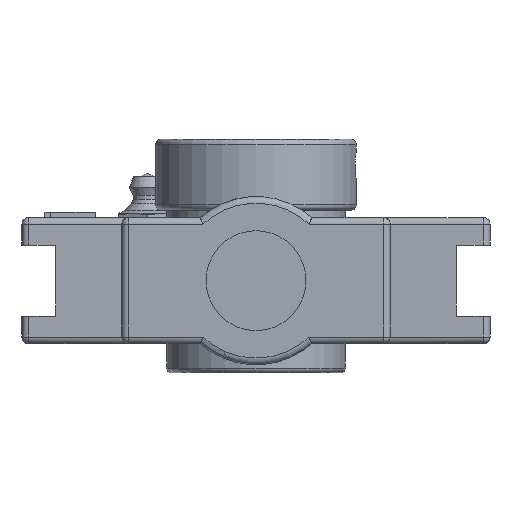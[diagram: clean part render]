
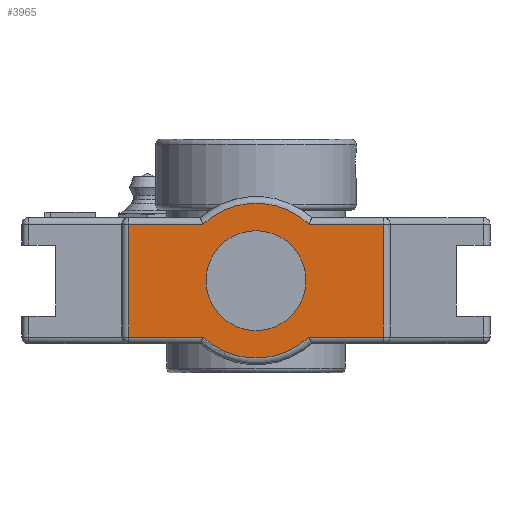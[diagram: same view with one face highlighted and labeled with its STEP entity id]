
A CAD part, front view. The second image highlights one B-rep face of the part: STEP entity #3965.
In plain terms, the highlighted planar face has unit normal (0, -1, 0).
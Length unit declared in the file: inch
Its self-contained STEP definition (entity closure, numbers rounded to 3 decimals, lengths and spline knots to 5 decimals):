
#478=CIRCLE('',#4261,1.473);
#480=CIRCLE('',#4267,1.473);
#488=CIRCLE('',#4295,0.95);
#832=VERTEX_POINT('',#6703);
#834=VERTEX_POINT('',#6708);
#836=VERTEX_POINT('',#6714);
#839=VERTEX_POINT('',#6721);
#871=VERTEX_POINT('',#6850);
#872=VERTEX_POINT('',#6870);
#874=VERTEX_POINT('',#6889);
#877=VERTEX_POINT('',#6916);
#910=VERTEX_POINT('',#7071);
#1175=VECTOR('',#4962,1.);
#1178=VECTOR('',#4967,1.);
#1179=VECTOR('',#4970,1.);
#1181=VECTOR('',#4974,1.);
#1183=VECTOR('',#4978,1.);
#1188=VECTOR('',#4992,1.);
#1438=LINE('',#6844,#1175);
#1441=LINE('',#6849,#1178);
#1442=LINE('',#6866,#1179);
#1444=LINE('',#6869,#1181);
#1446=LINE('',#6888,#1183);
#1451=LINE('',#6915,#1188);
#1840=EDGE_CURVE('',#834,#839,#1438,.T.);
#1843=EDGE_CURVE('',#839,#871,#1441,.T.);
#1845=EDGE_CURVE('',#836,#832,#1442,.T.);
#1847=EDGE_CURVE('',#872,#836,#1444,.T.);
#1850=EDGE_CURVE('',#874,#834,#1446,.T.);
#1855=EDGE_CURVE('',#871,#872,#478,.T.);
#1858=EDGE_CURVE('',#832,#877,#1451,.T.);
#1863=EDGE_CURVE('',#877,#874,#480,.T.);
#1921=EDGE_CURVE('',#910,#910,#488,.T.);
#2784=ORIENTED_EDGE('',*,*,#1921,.T.);
#2785=ORIENTED_EDGE('',*,*,#1845,.F.);
#2786=ORIENTED_EDGE('',*,*,#1847,.F.);
#2787=ORIENTED_EDGE('',*,*,#1855,.F.);
#2788=ORIENTED_EDGE('',*,*,#1843,.F.);
#2789=ORIENTED_EDGE('',*,*,#1840,.F.);
#2790=ORIENTED_EDGE('',*,*,#1850,.F.);
#2791=ORIENTED_EDGE('',*,*,#1863,.F.);
#2792=ORIENTED_EDGE('',*,*,#1858,.F.);
#3320=EDGE_LOOP('',(#2784));
#3321=EDGE_LOOP('',(#2785,#2786,#2787,#2788,#2789,#2790,#2791,#2792));
#3649=FACE_BOUND('',#3320,.T.);
#3650=FACE_BOUND('',#3321,.T.);
#3965=ADVANCED_FACE('',(#3649,#3650),#8062,.T.);
#4261=AXIS2_PLACEMENT_3D('',#6910,#4985,#4986);
#4267=AXIS2_PLACEMENT_3D('',#6938,#5000,#5001);
#4294=AXIS2_PLACEMENT_3D('',#7069,#5091,$);
#4295=AXIS2_PLACEMENT_3D('',#7070,#5092,#5093);
#4962=DIRECTION('',(0.,0.,-1.));
#4967=DIRECTION('',(-1.,0.,0.));
#4970=DIRECTION('',(0.,0.,1.));
#4974=DIRECTION('',(-1.,0.,0.));
#4978=DIRECTION('',(1.,0.,0.));
#4985=DIRECTION('',(0.,1.,0.));
#4986=DIRECTION('',(0.,0.,-1.473));
#4992=DIRECTION('',(1.,0.,0.));
#5000=DIRECTION('',(0.,1.,0.));
#5001=DIRECTION('',(0.,0.,1.473));
#5091=DIRECTION('',(0.,-1.,0.));
#5092=DIRECTION('',(0.,1.,0.));
#5093=DIRECTION('',(0.95,0.,0.));
#6703=CARTESIAN_POINT('',(-2.423,-6.2,1.073));
#6708=CARTESIAN_POINT('',(2.423,-6.2,1.073));
#6714=CARTESIAN_POINT('',(-2.423,-6.2,-1.073));
#6721=CARTESIAN_POINT('',(2.423,-6.2,-1.073));
#6844=CARTESIAN_POINT('',(2.423,-6.2,0.));
#6849=CARTESIAN_POINT('',(-1.56887,-6.2,-1.073));
#6850=CARTESIAN_POINT('',(1.00916,-6.2,-1.073));
#6866=CARTESIAN_POINT('',(-2.423,-6.2,0.));
#6869=CARTESIAN_POINT('',(-1.56887,-6.2,-1.073));
#6870=CARTESIAN_POINT('',(-1.00916,-6.2,-1.073));
#6888=CARTESIAN_POINT('',(-1.56887,-6.2,1.073));
#6889=CARTESIAN_POINT('',(1.00916,-6.2,1.073));
#6910=CARTESIAN_POINT('',(0.,-6.2,0.));
#6915=CARTESIAN_POINT('',(-1.56887,-6.2,1.073));
#6916=CARTESIAN_POINT('',(-1.00916,-6.2,1.073));
#6938=CARTESIAN_POINT('',(0.,-6.2,0.));
#7069=CARTESIAN_POINT('',(-1.275,-6.2,0.));
#7070=CARTESIAN_POINT('',(0.,-6.2,0.));
#7071=CARTESIAN_POINT('',(0.95,-6.2,0.));
#8062=PLANE('',#4294);
